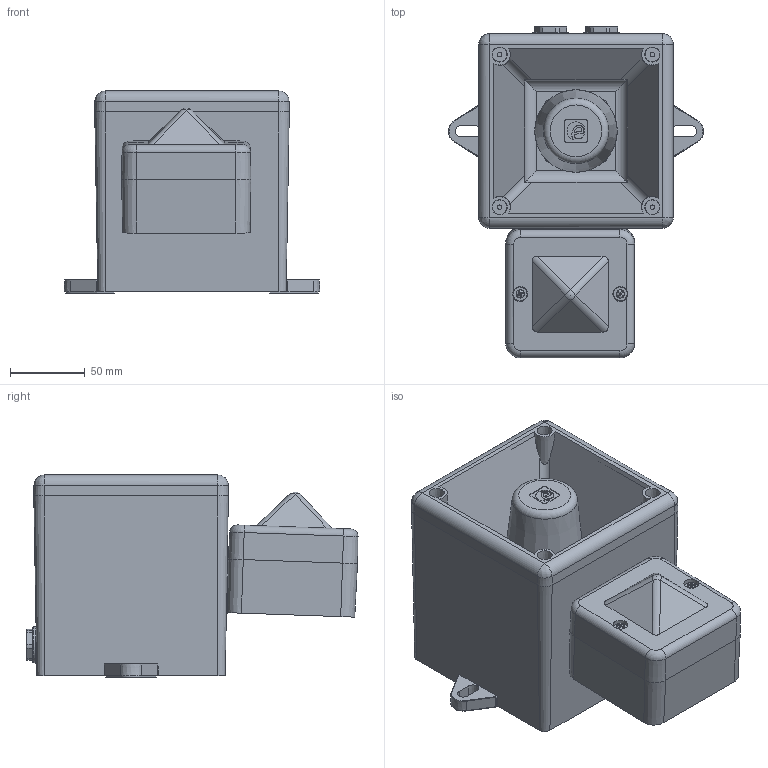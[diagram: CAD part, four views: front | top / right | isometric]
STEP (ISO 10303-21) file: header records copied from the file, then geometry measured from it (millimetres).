
FILE_DESCRIPTION (( 'STEP AP214' ), '1' );
FILE_NAME ('D218-05-251-3D_Issue_A.STEP', '2021-04-01T14:33:15', ( '' ), ( '' ), 'SwSTEP 2.0', 'SolidWorks 2020', '' );
FILE_SCHEMA (( 'AUTOMOTIVE_DESIGN' ));
Length unit declared in the file: millimetre
Products named in the file (14): L101 BackBox Outline; D218-05-251-3D_Issue_A; D151-50-001-3D_Issue_A; D218-05-051-3D_Issue_A_AL ROTATE LOGO; SCSSPL6x35; L101 Lens; A105N Main Horn; A100 GASKET_fitted; Fibre washer; SK0263-L101X_Standard-3D_Issue_A_STANDARD; WAK411M2025; D218-50-111-3D_Issue_1; A105N Nose cone; A105N Backbox_AL105N APPXDC-LED-Xenon Beacon
Assembly tree (20 placements, depth 3):
  D218-05-251-3D_Issue_A
    D218-05-051-3D_Issue_A_AL ROTATE LOGO
      A105N Backbox_AL105N APPXDC-LED-Xenon Beacon
      A105N Main Horn
      A105N Nose cone
      D218-50-111-3D_Issue_1  x2
      WAK411M2025  x3
      D151-50-001-3D_Issue_A  x3
    SK0263-L101X_Standard-3D_Issue_A_STANDARD
      SCSSPL6x35  x2
      Fibre washer  x2
      L101 BackBox Outline
      L101 Lens
    A100 GASKET_fitted
Bounding box: 170.6 x 221.83 x 135 mm (x, y, z)
Volume: 481655.2 mm3; surface area: 353332 mm2
Topology: 18 solids, 18 shells, 1104 faces, 3056 edges, 2036 vertices
Faces by surface type: plane 389, cylinder 238, cone 181, bspline 135, torus 124, sphere 37
Full cylindrical faces by diameter (mm): 2.5 x6, 2.95 x2, 4.4 x2, 5.5 x2, 8 x4, 9.1 x2, 10 x2, 16 x3, 17.8 x18, 18.5 x3, 20 x3, 21 x1, 24 x3, 25 x3
Entity records: 37482 total; most frequent: CARTESIAN_POINT 19268, ORIENTED_EDGE 3500, DIRECTION 3264, EDGE_CURVE 1750, AXIS2_PLACEMENT_3D 1264, VERTEX_POINT 1190, EDGE_LOOP 910, FACE_OUTER_BOUND 766
